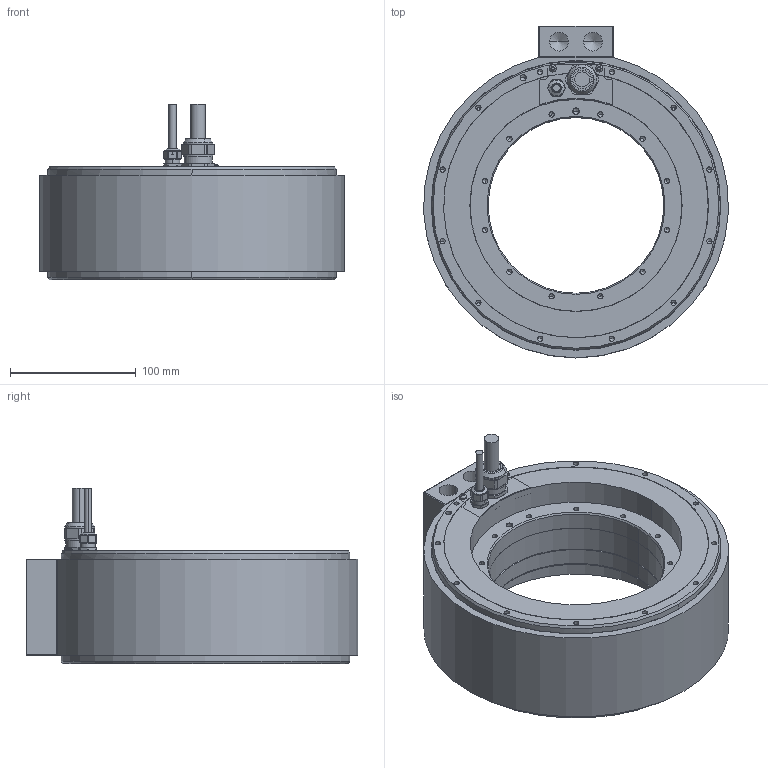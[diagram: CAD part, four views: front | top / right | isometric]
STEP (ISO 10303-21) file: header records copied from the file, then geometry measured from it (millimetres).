
FILE_DESCRIPTION((''),'2;1');
FILE_NAME('1220581-09_ASM','2018-10-16T',('CH5533'),(''),'PRO/ENGINEER BY PARAMETRIC TECHNOLOGY CORPORATION, 2014000','PRO/ENGINEER BY PARAMETRIC TECHNOLOGY CORPORATION, 2014000','');
FILE_SCHEMA(('CONFIG_CONTROL_DESIGN'));
Length unit declared in the file: millimetre
Products named in the file (12): 1220619-02-Z01; 1137369-02-D01; 1168132-03; 353668-04-K01; 1159398-01; 353668-06-K01; 1159396-03; 1171422-03_ASM; 355940-11-K01; PRT0001; PRT0002; 1220581-09_ASM
Assembly tree (12 placements, depth 3):
  1220581-09_ASM
    1220619-02-Z01
    1137369-02-D01
    1171422-03_ASM
      1168132-03
      353668-04-K01
      1159398-01
      353668-06-K01
      1159396-03
    355940-11-K01  x2
    PRT0001
    PRT0002
Bounding box: 242.83 x 264.36 x 139.8 mm (x, y, z)
Volume: 5071189.4 mm3; surface area: 523709.1 mm2
Topology: 12 solids, 37 shells, 1387 faces, 3278 edges, 1943 vertices
Faces by surface type: cylinder 609, plane 354, cone 336, torus 80, sphere 8
Entity records: 45384 total; most frequent: DIRECTION 7268, CARTESIAN_POINT 6615, ORIENTED_EDGE 5996, EDGE_CURVE 2998, AXIS2_PLACEMENT_3D 2941, VERTEX_POINT 1901, EDGE_LOOP 1619, CIRCLE 1554
